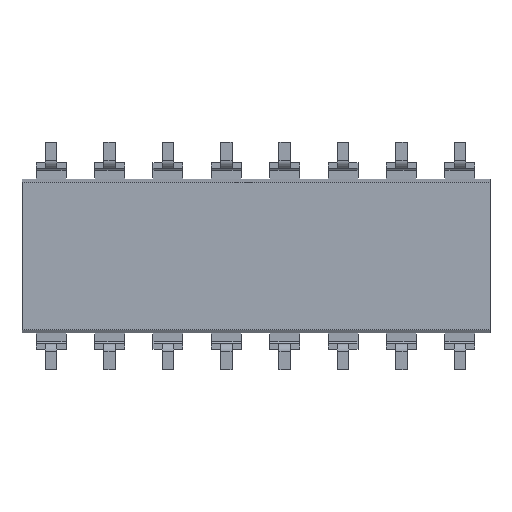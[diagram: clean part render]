
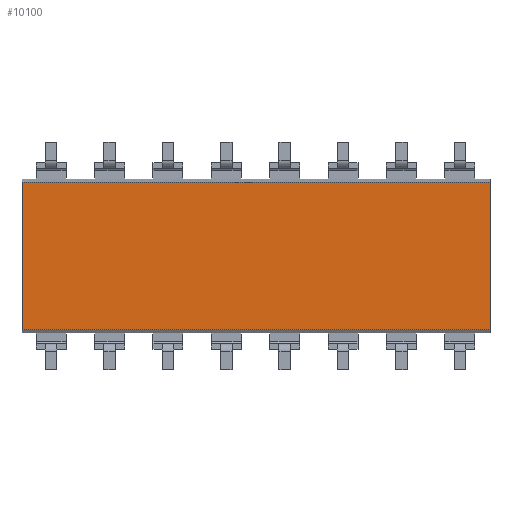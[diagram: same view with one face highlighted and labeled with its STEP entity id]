
A CAD part, front view. The second image highlights one B-rep face of the part: STEP entity #10100.
In plain terms, the highlighted planar face has unit normal (0, -1, 0).
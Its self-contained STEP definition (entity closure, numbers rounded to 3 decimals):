
#430 = CARTESIAN_POINT ( 'NONE',  ( 0., 0., 3.2 ) ) ;
#1805 = DIRECTION ( 'NONE',  ( 0., 0., 1. ) ) ;
#2132 = VECTOR ( 'NONE', #1805, 1000. ) ;
#2299 = ORIENTED_EDGE ( 'NONE', *, *, #7310, .T. ) ;
#2563 = VECTOR ( 'NONE', #21242, 1000. ) ;
#3617 = CARTESIAN_POINT ( 'NONE',  ( 26.87, 0., -3.35 ) ) ;
#4087 = VECTOR ( 'NONE', #4618, 1000. ) ;
#4618 = DIRECTION ( 'NONE',  ( 0., 0., -1. ) ) ;
#5188 = VERTEX_POINT ( 'NONE', #15675 ) ;
#7310 = EDGE_CURVE ( 'NONE', #16202, #12955, #21549, .T. ) ;
#10100 = ADVANCED_FACE ( 'NONE', ( #15863 ), #26352, .T. ) ;
#10828 = VECTOR ( 'NONE', #14973, 1000. ) ;
#11574 = ORIENTED_EDGE ( 'NONE', *, *, #17800, .T. ) ;
#11921 = DIRECTION ( 'NONE',  ( 0., -1., 0. ) ) ;
#12588 = EDGE_LOOP ( 'NONE', ( #21934, #2299, #13535, #11574 ) ) ;
#12955 = VERTEX_POINT ( 'NONE', #21890 ) ;
#13535 = ORIENTED_EDGE ( 'NONE', *, *, #24248, .F. ) ;
#14973 = DIRECTION ( 'NONE',  ( -1., 0., 0. ) ) ;
#15675 = CARTESIAN_POINT ( 'NONE',  ( 20.364, 0., -3.2 ) ) ;
#15829 = CARTESIAN_POINT ( 'NONE',  ( 20.364, 0., 3.2 ) ) ;
#15863 = FACE_OUTER_BOUND ( 'NONE', #12588, .T. ) ;
#16047 = LINE ( 'NONE', #22254, #2132 ) ;
#16202 = VERTEX_POINT ( 'NONE', #15829 ) ;
#17041 = CARTESIAN_POINT ( 'NONE',  ( 0., 0., -3.2 ) ) ;
#17509 = VERTEX_POINT ( 'NONE', #17041 ) ;
#17800 = EDGE_CURVE ( 'NONE', #17509, #5188, #25689, .T. ) ;
#19520 = AXIS2_PLACEMENT_3D ( 'NONE', #3617, #11921, #20176 ) ;
#20176 = DIRECTION ( 'NONE',  ( 1., 0., 0. ) ) ;
#21242 = DIRECTION ( 'NONE',  ( 1., 0., 0. ) ) ;
#21549 = LINE ( 'NONE', #430, #10828 ) ;
#21645 = CARTESIAN_POINT ( 'NONE',  ( 26.87, 0., -3.2 ) ) ;
#21890 = CARTESIAN_POINT ( 'NONE',  ( 0., 0., 3.2 ) ) ;
#21934 = ORIENTED_EDGE ( 'NONE', *, *, #23505, .F. ) ;
#22254 = CARTESIAN_POINT ( 'NONE',  ( 0., 0., -3.35 ) ) ;
#22903 = LINE ( 'NONE', #23173, #4087 ) ;
#23173 = CARTESIAN_POINT ( 'NONE',  ( 20.364, 0., -3.35 ) ) ;
#23505 = EDGE_CURVE ( 'NONE', #16202, #5188, #22903, .T. ) ;
#24248 = EDGE_CURVE ( 'NONE', #17509, #12955, #16047, .T. ) ;
#25689 = LINE ( 'NONE', #21645, #2563 ) ;
#26352 = PLANE ( 'NONE',  #19520 ) ;
